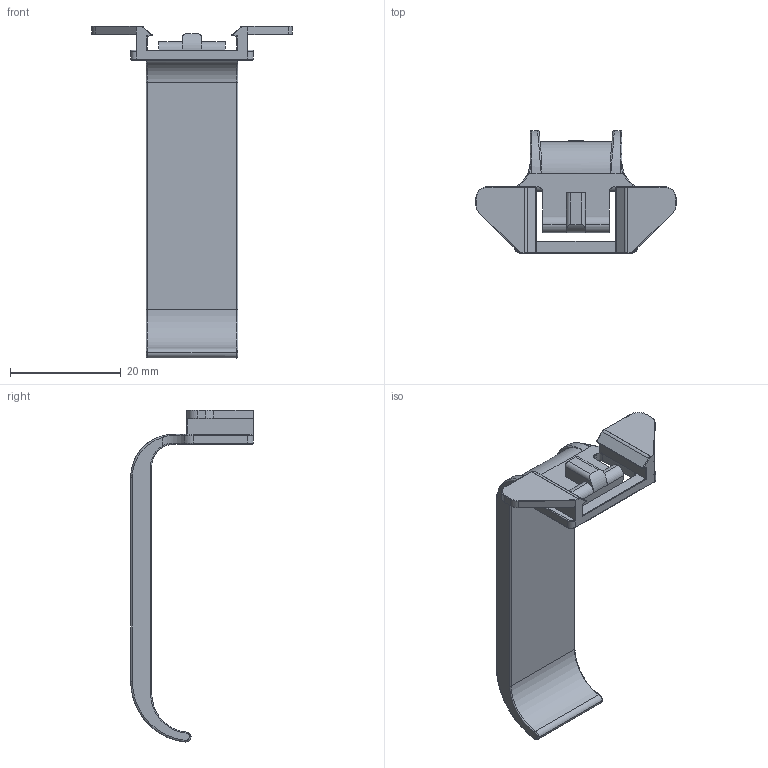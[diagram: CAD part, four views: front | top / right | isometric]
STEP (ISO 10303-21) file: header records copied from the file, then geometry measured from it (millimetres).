
FILE_DESCRIPTION (( 'STEP AP203' ), '1' );
FILE_NAME ('CABLE RETAINER B60 T1-E rev.a2.STEP', '2013-11-22T07:57:08', ( 'User' ), ( 'DKC' ), 'SwSTEP 2.0', 'SolidWorks 2012', '' );
FILE_SCHEMA (( 'CONFIG_CONTROL_DESIGN' ));
Length unit declared in the file: millimetre
Products named in the file (1): CABLE RETAINER B60 T1-E rev.a2
Bounding box: 36.2 x 22.16 x 60.04 mm (x, y, z)
Volume: 3101.6 mm3; surface area: 3980.9 mm2
Topology: 1 solids, 1 shells, 285 faces, 726 edges, 445 vertices
Faces by surface type: plane 95, cylinder 82, bspline 54, torus 44, cone 6, sphere 4
Entity records: 9220 total; most frequent: CARTESIAN_POINT 2679, ORIENTED_EDGE 1440, DIRECTION 1223, EDGE_CURVE 720, VERTEX_POINT 445, AXIS2_PLACEMENT_3D 429, LINE 365, VECTOR 365
